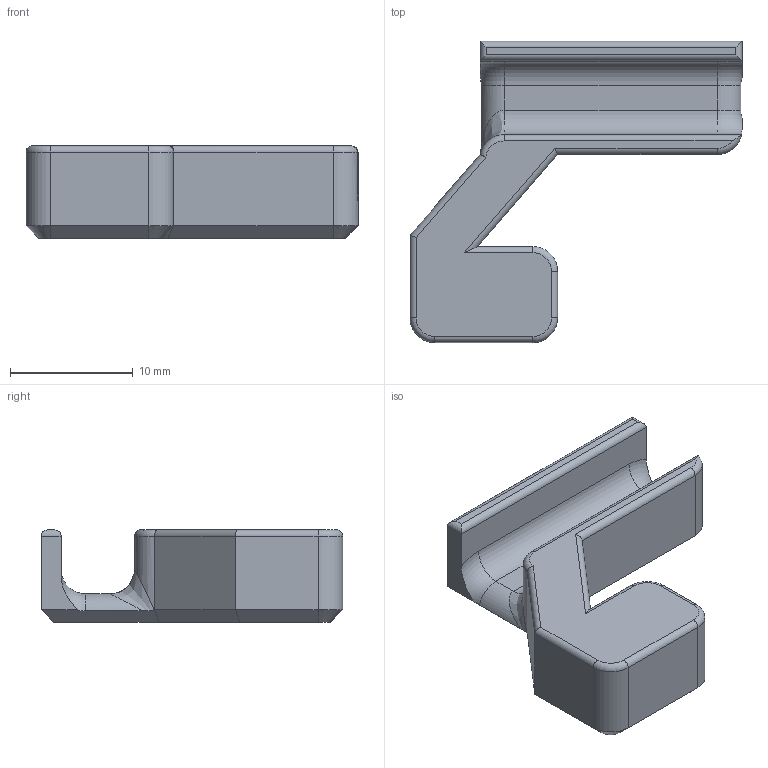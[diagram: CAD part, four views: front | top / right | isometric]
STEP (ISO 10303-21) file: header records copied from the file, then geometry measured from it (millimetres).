
FILE_DESCRIPTION(/* description */ (''),/* implementation_level */ '2;1');
FILE_NAME(/* name */ 'Tetherblock Strain Relief v2.step',/* time_stamp */ '2024-06-22T00:48:51-07:00',/* author */ (''),/* organization */ (''),/* preprocessor_version */ 'ST-DEVELOPER v20',/* originating_system */ 'Autodesk Translation Framework v13.14.0.145',/* authorisation */ '');
FILE_SCHEMA (('AUTOMOTIVE_DESIGN { 1 0 10303 214 3 1 1 }'));
Length unit declared in the file: millimetre
Products named in the file (1): Tetherblock Strain Relief
Bounding box: 27 x 24.5 x 7.5 mm (x, y, z)
Volume: 1796.4 mm3; surface area: 1474.7 mm2
Topology: 1 solids, 1 shells, 62 faces, 144 edges, 84 vertices
Faces by surface type: plane 27, cylinder 21, torus 9, cone 4, bspline 1
Entity records: 1893 total; most frequent: CARTESIAN_POINT 451, DIRECTION 303, ORIENTED_EDGE 288, EDGE_CURVE 144, AXIS2_PLACEMENT_3D 109, LINE 85, VECTOR 85, VERTEX_POINT 84
